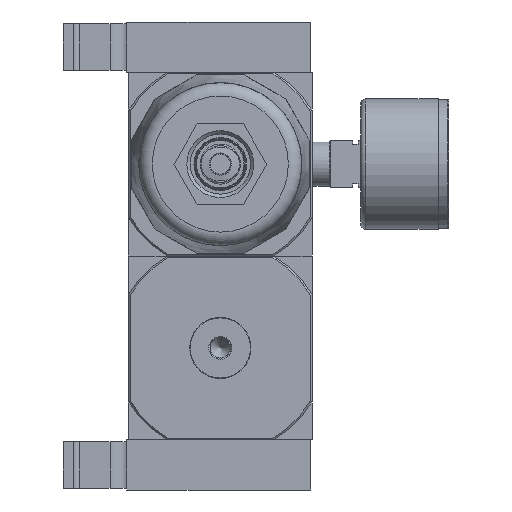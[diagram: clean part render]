
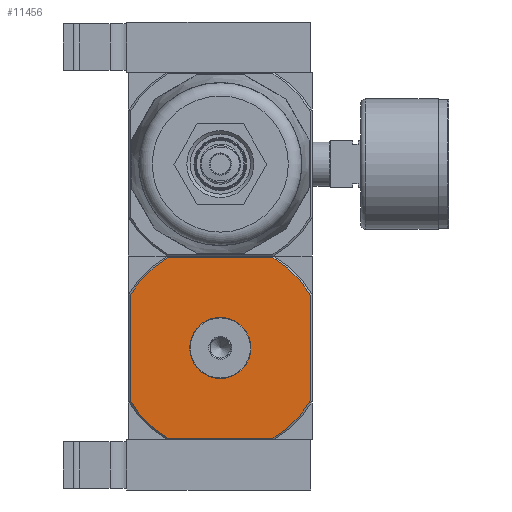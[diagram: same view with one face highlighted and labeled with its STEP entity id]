
A CAD part, front view. The second image highlights one B-rep face of the part: STEP entity #11456.
In plain terms, the highlighted planar face has unit normal (0, -1, 0).
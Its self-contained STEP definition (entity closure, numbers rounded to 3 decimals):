
#1310=CIRCLE('',#15797,6.579);
#1311=CIRCLE('',#15798,31.25);
#1312=CIRCLE('',#15799,31.25);
#1313=CIRCLE('',#15800,31.25);
#1314=CIRCLE('',#15801,31.25);
#4067=ORIENTED_EDGE('',*,*,#5869,.F.);
#4068=ORIENTED_EDGE('',*,*,#5870,.T.);
#4069=ORIENTED_EDGE('',*,*,#5871,.F.);
#4070=ORIENTED_EDGE('',*,*,#5865,.T.);
#4071=ORIENTED_EDGE('',*,*,#5872,.F.);
#4072=ORIENTED_EDGE('',*,*,#5873,.F.);
#4073=ORIENTED_EDGE('',*,*,#5874,.F.);
#4074=ORIENTED_EDGE('',*,*,#5875,.F.);
#4075=ORIENTED_EDGE('',*,*,#5876,.F.);
#5865=EDGE_CURVE('',#7027,#7028,#7757,.T.);
#5869=EDGE_CURVE('',#7031,#7031,#1310,.T.);
#5870=EDGE_CURVE('',#7032,#7033,#7759,.T.);
#5871=EDGE_CURVE('',#7027,#7033,#1311,.T.);
#5872=EDGE_CURVE('',#7034,#7028,#1312,.T.);
#5873=EDGE_CURVE('',#7035,#7034,#7760,.T.);
#5874=EDGE_CURVE('',#7036,#7035,#1313,.T.);
#5875=EDGE_CURVE('',#7037,#7036,#7761,.T.);
#5876=EDGE_CURVE('',#7032,#7037,#1314,.T.);
#7027=VERTEX_POINT('',#23349);
#7028=VERTEX_POINT('',#23350);
#7031=VERTEX_POINT('',#23364);
#7032=VERTEX_POINT('',#23366);
#7033=VERTEX_POINT('',#23367);
#7034=VERTEX_POINT('',#23370);
#7035=VERTEX_POINT('',#23372);
#7036=VERTEX_POINT('',#23374);
#7037=VERTEX_POINT('',#23376);
#7757=LINE('',#23348,#8420);
#7759=LINE('',#23365,#8422);
#7760=LINE('',#23371,#8423);
#7761=LINE('',#23375,#8424);
#8420=VECTOR('',#18841,1000.);
#8422=VECTOR('',#18847,1000.);
#8423=VECTOR('',#18852,1000.);
#8424=VECTOR('',#18855,1000.);
#9304=EDGE_LOOP('',(#4067));
#9305=EDGE_LOOP('',(#4068,#4069,#4070,#4071,#4072,#4073,#4074,#4075));
#10303=FACE_BOUND('',#9304,.T.);
#10304=FACE_BOUND('',#9305,.T.);
#10808=PLANE('',#15796);
#11456=ADVANCED_FACE('',(#10303,#10304),#10808,.F.);
#15796=AXIS2_PLACEMENT_3D('',#23362,#18843,#18844);
#15797=AXIS2_PLACEMENT_3D('',#23363,#18845,#18846);
#15798=AXIS2_PLACEMENT_3D('',#23368,#18848,#18849);
#15799=AXIS2_PLACEMENT_3D('',#23369,#18850,#18851);
#15800=AXIS2_PLACEMENT_3D('',#23373,#18853,#18854);
#15801=AXIS2_PLACEMENT_3D('',#23377,#18856,#18857);
#18841=DIRECTION('',(0.,0.,-1.));
#18843=DIRECTION('',(0.,1.,0.));
#18844=DIRECTION('',(0.,0.,1.));
#18845=DIRECTION('',(0.,-1.,0.));
#18846=DIRECTION('',(0.,0.,-1.));
#18847=DIRECTION('',(-1.,0.,0.));
#18848=DIRECTION('',(0.,1.,0.));
#18849=DIRECTION('',(-1.,0.,0.));
#18850=DIRECTION('',(0.,1.,0.));
#18851=DIRECTION('',(-1.,0.,0.));
#18852=DIRECTION('',(-1.,0.,0.));
#18853=DIRECTION('',(0.,1.,0.));
#18854=DIRECTION('',(-1.,0.,0.));
#18855=DIRECTION('',(0.,0.,-1.));
#18856=DIRECTION('',(0.,1.,0.));
#18857=DIRECTION('',(-1.,0.,0.));
#23348=CARTESIAN_POINT('',(-27.,-27.5,27.5));
#23349=CARTESIAN_POINT('',(-27.,-27.5,15.734));
#23350=CARTESIAN_POINT('',(-27.,-27.5,-15.734));
#23362=CARTESIAN_POINT('',(-27.,-27.5,27.5));
#23363=CARTESIAN_POINT('',(0.,-27.5,0.));
#23364=CARTESIAN_POINT('',(0.,-27.5,-6.579));
#23365=CARTESIAN_POINT('',(27.5,-27.5,27.));
#23366=CARTESIAN_POINT('',(15.734,-27.5,27.));
#23367=CARTESIAN_POINT('',(-15.734,-27.5,27.));
#23368=CARTESIAN_POINT('',(0.,-27.5,0.));
#23369=CARTESIAN_POINT('',(0.,-27.5,0.));
#23370=CARTESIAN_POINT('',(-15.734,-27.5,-27.));
#23371=CARTESIAN_POINT('',(27.5,-27.5,-27.));
#23372=CARTESIAN_POINT('',(15.734,-27.5,-27.));
#23373=CARTESIAN_POINT('',(0.,-27.5,0.));
#23374=CARTESIAN_POINT('',(27.,-27.5,-15.734));
#23375=CARTESIAN_POINT('',(27.,-27.5,27.5));
#23376=CARTESIAN_POINT('',(27.,-27.5,15.734));
#23377=CARTESIAN_POINT('',(0.,-27.5,0.));
